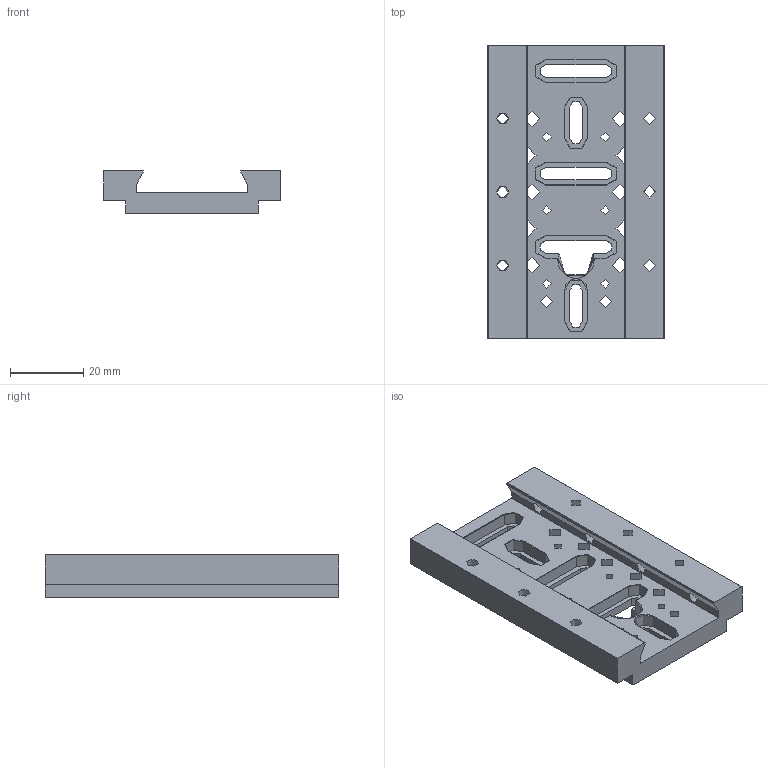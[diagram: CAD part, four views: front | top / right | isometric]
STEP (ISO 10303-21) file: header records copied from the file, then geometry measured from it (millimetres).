
FILE_DESCRIPTION((''),'2; 1');
FILE_NAME('','2025-04-27T16:10:06',(''),(''),'CST STEP Exporter V1.0','Unknown','');
FILE_SCHEMA(('CONFIG_CONTROL_DESIGN'));
Length unit declared in the file: metre
Bounding box: 48.15 x 80 x 11.85 mm (x, y, z)
Topology: 0 solids, 3 shells, 124 faces, 349 edges, 227 vertices
Faces by surface type: plane 64, cylinder 49, cone 11
Full cylindrical faces by diameter (mm): 2.5 x6, 3.3 x12, 4.2 x10
Entity records: 4908 total; most frequent: DIRECTION 666, CARTESIAN_POINT 650, ORIENTED_EDGE 630, EDGE_CURVE 315, AXIS2_PLACEMENT_3D 238, VERTEX_POINT 220, EDGE_LOOP 217, FACE_BOUND 217
